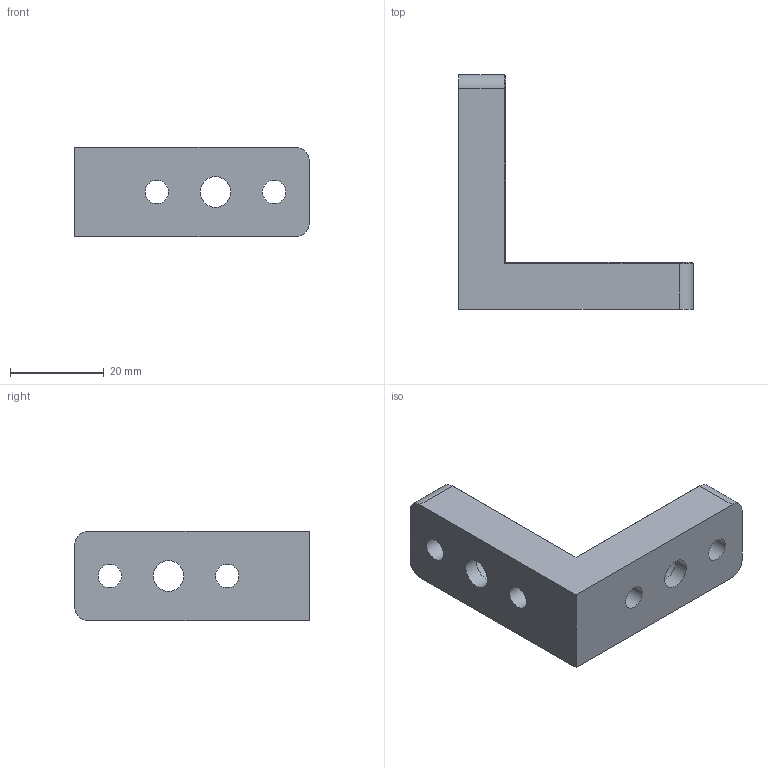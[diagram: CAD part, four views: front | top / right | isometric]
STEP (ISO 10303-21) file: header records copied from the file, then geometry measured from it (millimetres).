
FILE_DESCRIPTION (( 'STEP AP203' ), '1' );
FILE_NAME ('50-19-50-L盓殤B.STEP', '2025-05-19T03:06:51', ( 'Windows User' ), ( 'P R C' ), 'SwSTEP 2.0', 'SolidWorks 2020', '' );
FILE_SCHEMA (( 'CONFIG_CONTROL_DESIGN' ));
Length unit declared in the file: millimetre
Products named in the file (1): 50-19-50-L盓殤B
Bounding box: 50 x 50 x 19 mm (x, y, z)
Volume: 14715 mm3; surface area: 6416.1 mm2
Topology: 1 solids, 1 shells, 38 faces, 87 edges, 53 vertices
Faces by surface type: plane 16, cylinder 12, cone 10
Full cylindrical faces by diameter (mm): 5 x4, 6.5 x2, 11 x2
Entity records: 1087 total; most frequent: DIRECTION 184, CARTESIAN_POINT 163, ORIENTED_EDGE 144, AXIS2_PLACEMENT_3D 73, EDGE_CURVE 72, EDGE_LOOP 66, VERTEX_POINT 52, FACE_OUTER_BOUND 46
